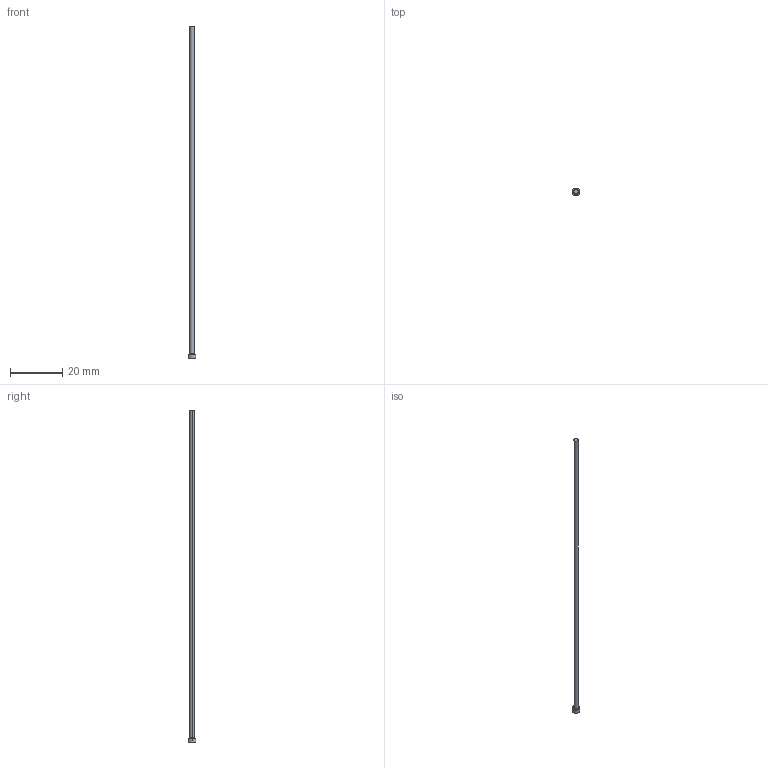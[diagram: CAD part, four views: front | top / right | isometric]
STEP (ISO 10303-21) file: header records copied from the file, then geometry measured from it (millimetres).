
FILE_DESCRIPTION (( 'STEP AP203' ), '1' );
FILE_NAME ('1bc7.STEP', '2022-06-20T10:22:43', ( '' ), ( '' ), 'SwSTEP 2.0', 'SolidWorks 2019', '' );
FILE_SCHEMA (( 'CONFIG_CONTROL_DESIGN' ));
Length unit declared in the file: millimetre
Products named in the file (1): 1bc7
Bounding box: 3 x 3 x 126.5 mm (x, y, z)
Volume: 262 mm3; surface area: 656.2 mm2
Topology: 1 solids, 1 shells, 9 faces, 16 edges, 10 vertices
Faces by surface type: cylinder 4, plane 3, torus 2
Entity records: 303 total; most frequent: DIRECTION 48, CARTESIAN_POINT 36, ORIENTED_EDGE 32, AXIS2_PLACEMENT_3D 22, EDGE_CURVE 16, CIRCLE 12, VERTEX_POINT 10, EDGE_LOOP 10
